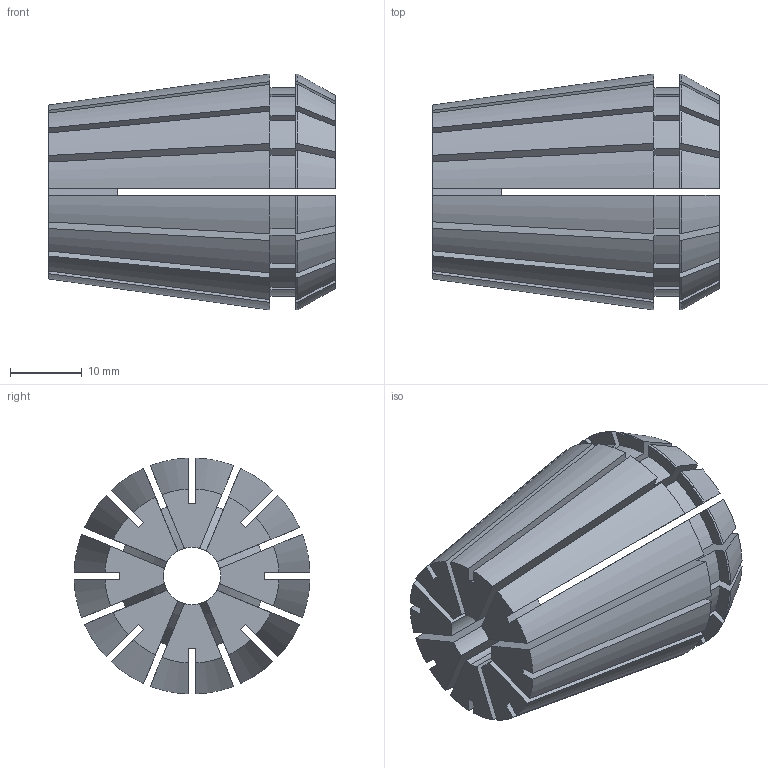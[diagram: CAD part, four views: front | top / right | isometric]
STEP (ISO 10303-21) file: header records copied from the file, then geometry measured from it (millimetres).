
FILE_DESCRIPTION (( 'STEP AP203' ), '1' );
FILE_NAME ('STP-5250-122-032-008-0(04232-08).STEP', '2022-09-02T00:51:52', ( '' ), ( '' ), 'SwSTEP 2.0', 'SolidWorks 2017', '' );
FILE_SCHEMA (( 'CONFIG_CONTROL_DESIGN' ));
Length unit declared in the file: millimetre
Products named in the file (1): STP-5250-122-032-008-0(04232-08)
Bounding box: 40 x 32.99 x 32.99 mm (x, y, z)
Volume: 18206.3 mm3; surface area: 17308.1 mm2
Topology: 1 solids, 1 shells, 170 faces, 510 edges, 340 vertices
Faces by surface type: plane 88, cylinder 50, cone 32
Entity records: 6075 total; most frequent: CARTESIAN_POINT 1373, ORIENTED_EDGE 1020, DIRECTION 952, EDGE_CURVE 510, AXIS2_PLACEMENT_3D 343, VERTEX_POINT 340, LINE 266, VECTOR 266
